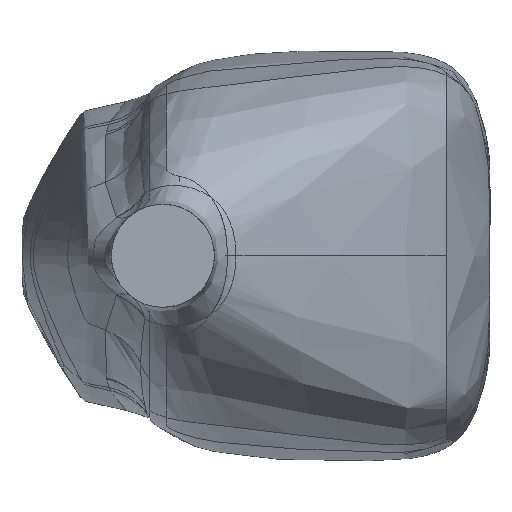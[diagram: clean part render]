
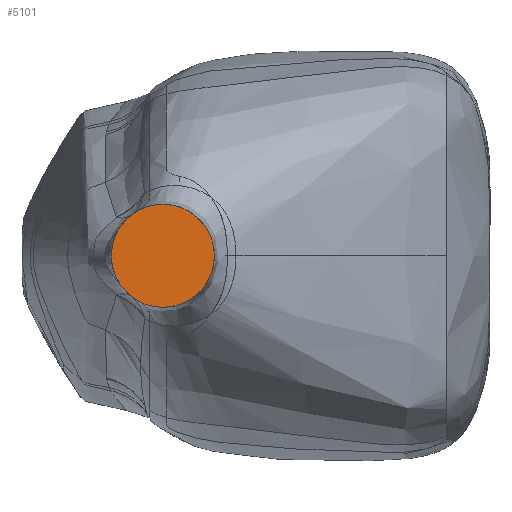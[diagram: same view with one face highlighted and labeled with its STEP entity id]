
A CAD part, left-side view. The second image highlights one B-rep face of the part: STEP entity #5101.
In plain terms, the highlighted planar face has unit normal (-1, 0, 0).
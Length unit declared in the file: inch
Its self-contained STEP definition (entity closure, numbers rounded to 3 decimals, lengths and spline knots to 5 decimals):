
#790=CIRCLE('',#5308,8.5);
#791=CIRCLE('',#5309,8.5);
#1047=FACE_OUTER_BOUND('',#1329,.T.);
#1329=EDGE_LOOP('',(#4464,#4465));
#2242=VERTEX_POINT('',#25336);
#2243=VERTEX_POINT('',#25337);
#3004=EDGE_CURVE('',#2242,#2243,#790,.T.);
#3005=EDGE_CURVE('',#2243,#2242,#791,.T.);
#4464=ORIENTED_EDGE('',*,*,#3004,.F.);
#4465=ORIENTED_EDGE('',*,*,#3005,.F.);
#4860=PLANE('',#5307);
#5101=ADVANCED_FACE('',(#1047),#4860,.T.);
#5307=AXIS2_PLACEMENT_3D('',#25335,#5806,#5807);
#5308=AXIS2_PLACEMENT_3D('',#25338,#5808,#5809);
#5309=AXIS2_PLACEMENT_3D('',#25339,#5810,#5811);
#5806=DIRECTION('center_axis',(-1.,0.,0.));
#5807=DIRECTION('ref_axis',(0.,0.,1.));
#5808=DIRECTION('center_axis',(1.,0.,0.));
#5809=DIRECTION('ref_axis',(0.,0.,1.));
#5810=DIRECTION('center_axis',(1.,0.,0.));
#5811=DIRECTION('ref_axis',(0.,0.,1.));
#25335=CARTESIAN_POINT('Origin',(-110.60248,46.74158,-23.85033));
#25336=CARTESIAN_POINT('',(-110.60248,52.,-17.17208));
#25337=CARTESIAN_POINT('',(-110.60248,46.74158,-32.35033));
#25338=CARTESIAN_POINT('Origin',(-110.60248,46.74158,-23.85033));
#25339=CARTESIAN_POINT('Origin',(-110.60248,46.74158,-23.85033));
